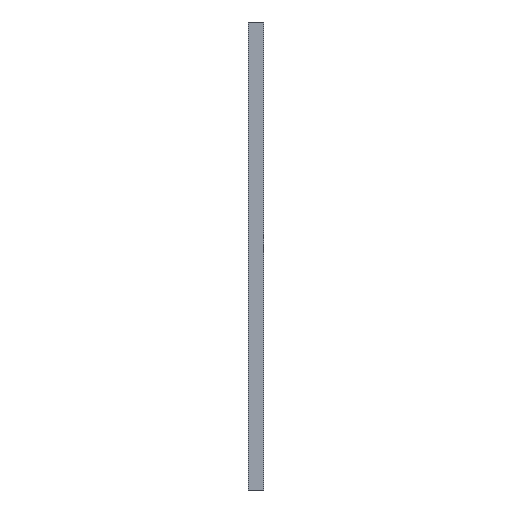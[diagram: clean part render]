
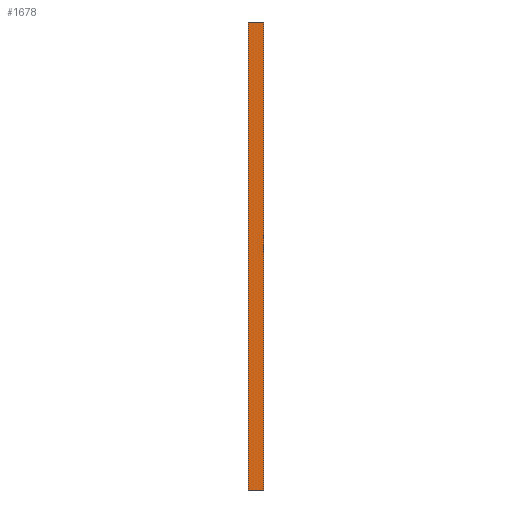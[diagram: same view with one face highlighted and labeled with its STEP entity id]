
A CAD part, front view. The second image highlights one B-rep face of the part: STEP entity #1678.
In plain terms, the highlighted planar face has unit normal (0, -1, 0).
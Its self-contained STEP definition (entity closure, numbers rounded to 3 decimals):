
#1622=CARTESIAN_POINT('Line Origine',(2.5,0.,0.)) ;
#1626=CARTESIAN_POINT('Vertex',(0.,0.,0.)) ;
#1628=CARTESIAN_POINT('Vertex',(5.,0.,0.)) ;
#1648=CARTESIAN_POINT('Axis2P3D Location',(0.,0.,150.)) ;
#1653=CARTESIAN_POINT('Line Origine',(2.5,0.,150.)) ;
#1657=CARTESIAN_POINT('Vertex',(0.,0.,150.)) ;
#1659=CARTESIAN_POINT('Vertex',(5.,0.,150.)) ;
#1662=CARTESIAN_POINT('Line Origine',(0.,0.,75.)) ;
#1667=CARTESIAN_POINT('Line Origine',(5.,0.,75.)) ;
#1623=DIRECTION('Vector Direction',(1.,0.,0.)) ;
#1649=DIRECTION('Axis2P3D Direction',(0.,-1.,0.)) ;
#1650=DIRECTION('Axis2P3D XDirection',(0.,0.,-1.)) ;
#1654=DIRECTION('Vector Direction',(1.,0.,0.)) ;
#1663=DIRECTION('Vector Direction',(0.,0.,-1.)) ;
#1668=DIRECTION('Vector Direction',(0.,0.,-1.)) ;
#1651=AXIS2_PLACEMENT_3D('Plane Axis2P3D',#1648,#1649,#1650) ;
#1673=ORIENTED_EDGE('',*,*,#1661,.F.) ;
#1674=ORIENTED_EDGE('',*,*,#1666,.T.) ;
#1675=ORIENTED_EDGE('',*,*,#1630,.T.) ;
#1676=ORIENTED_EDGE('',*,*,#1671,.F.) ;
#1624=VECTOR('Line Direction',#1623,1.) ;
#1655=VECTOR('Line Direction',#1654,1.) ;
#1664=VECTOR('Line Direction',#1663,1.) ;
#1669=VECTOR('Line Direction',#1668,1.) ;
#1678=ADVANCED_FACE('PartBody',(#1677),#1652,.T.) ;
#1630=EDGE_CURVE('',#1627,#1629,#1625,.T.) ;
#1661=EDGE_CURVE('',#1658,#1660,#1656,.T.) ;
#1666=EDGE_CURVE('',#1658,#1627,#1665,.T.) ;
#1671=EDGE_CURVE('',#1660,#1629,#1670,.T.) ;
#1672=EDGE_LOOP('',(#1673,#1674,#1675,#1676)) ;
#1677=FACE_OUTER_BOUND('',#1672,.T.) ;
#1625=LINE('Line',#1622,#1624) ;
#1656=LINE('Line',#1653,#1655) ;
#1665=LINE('Line',#1662,#1664) ;
#1670=LINE('Line',#1667,#1669) ;
#1652=PLANE('Plane',#1651) ;
#1627=VERTEX_POINT('',#1626) ;
#1629=VERTEX_POINT('',#1628) ;
#1658=VERTEX_POINT('',#1657) ;
#1660=VERTEX_POINT('',#1659) ;
